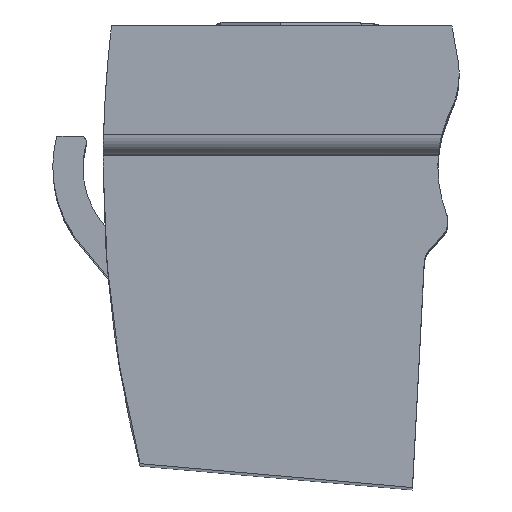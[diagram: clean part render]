
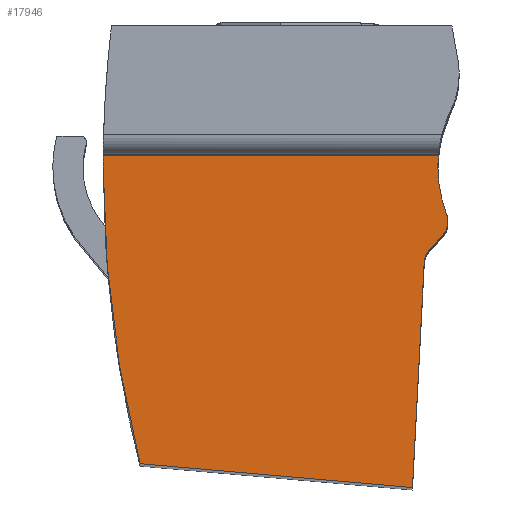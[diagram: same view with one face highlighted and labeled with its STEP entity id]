
A CAD part, top view. The second image highlights one B-rep face of the part: STEP entity #17946.
In plain terms, the highlighted planar face has unit normal (0, 0, 1).
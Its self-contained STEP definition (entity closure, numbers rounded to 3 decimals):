
#780 = DIRECTION ( 'NONE',  ( -0.996, 0.087, 0. ) ) ;
#918 = VECTOR ( 'NONE', #780, 1000. ) ;
#927 = CARTESIAN_POINT ( 'NONE',  ( -25.608, -15.892, 75. ) ) ;
#930 = CARTESIAN_POINT ( 'NONE',  ( -23.105, 0.572, 75. ) ) ;
#1074 = CIRCLE ( 'NONE', #16452, 60. ) ;
#1156 = VERTEX_POINT ( 'NONE', #930 ) ;
#1321 = CARTESIAN_POINT ( 'NONE',  ( -7.763, -15.892, 75. ) ) ;
#1349 = DIRECTION ( 'NONE',  ( -1., 0., 0. ) ) ;
#1466 = AXIS2_PLACEMENT_3D ( 'NONE', #15154, #24466, #10168 ) ;
#1470 = DIRECTION ( 'NONE',  ( -0.052, -0.999, 0. ) ) ;
#1972 = CIRCLE ( 'NONE', #1466, 6.5 ) ;
#2276 = DIRECTION ( 'NONE',  ( -1., 0., 0. ) ) ;
#2530 = ORIENTED_EDGE ( 'NONE', *, *, #23589, .F. ) ;
#2860 = LINE ( 'NONE', #5032, #9050 ) ;
#2919 = VERTEX_POINT ( 'NONE', #19960 ) ;
#3195 = AXIS2_PLACEMENT_3D ( 'NONE', #927, #12897, #10416 ) ;
#3214 = LINE ( 'NONE', #1321, #17950 ) ;
#3573 = FACE_OUTER_BOUND ( 'NONE', #11589, .T. ) ;
#5032 = CARTESIAN_POINT ( 'NONE',  ( -23.075, 0.572, 75. ) ) ;
#5601 = PLANE ( 'NONE',  #3195 ) ;
#5631 = DIRECTION ( 'NONE',  ( 0., 0., -1. ) ) ;
#5944 = CARTESIAN_POINT ( 'NONE',  ( -7.763, -15.892, 75. ) ) ;
#6004 = DIRECTION ( 'NONE',  ( 0., 0., -1. ) ) ;
#6674 = EDGE_CURVE ( 'NONE', #30201, #24851, #24564, .T. ) ;
#7543 = ORIENTED_EDGE ( 'NONE', *, *, #29375, .F. ) ;
#7663 = CARTESIAN_POINT ( 'NONE',  ( 36.892, 0., 75. ) ) ;
#8043 = AXIS2_PLACEMENT_3D ( 'NONE', #12873, #29518, #1349 ) ;
#8125 = DIRECTION ( 'NONE',  ( -1., 0., 0. ) ) ;
#8238 = CARTESIAN_POINT ( 'NONE',  ( -6.912, -4.071, 75. ) ) ;
#8338 = DIRECTION ( 'NONE',  ( -1., 0., 0. ) ) ;
#8377 = AXIS2_PLACEMENT_3D ( 'NONE', #25587, #23579, #2276 ) ;
#8422 = ORIENTED_EDGE ( 'NONE', *, *, #23085, .T. ) ;
#8520 = AXIS2_PLACEMENT_3D ( 'NONE', #26859, #16931, #9624 ) ;
#9031 = VECTOR ( 'NONE', #24571, 1000. ) ;
#9050 = VECTOR ( 'NONE', #28213, 1000. ) ;
#9624 = DIRECTION ( 'NONE',  ( -1., 0., 0. ) ) ;
#9950 = CARTESIAN_POINT ( 'NONE',  ( -17.963, -15., 75. ) ) ;
#10168 = DIRECTION ( 'NONE',  ( -1., 0., 0. ) ) ;
#10416 = DIRECTION ( 'NONE',  ( -1., 0., 0. ) ) ;
#11032 = CARTESIAN_POINT ( 'NONE',  ( -6.266, -3.371, 75. ) ) ;
#11050 = AXIS2_PLACEMENT_3D ( 'NONE', #7663, #5631, #8125 ) ;
#11271 = CARTESIAN_POINT ( 'NONE',  ( -6.5, 0., 75. ) ) ;
#11589 = EDGE_LOOP ( 'NONE', ( #11661, #8422, #28506, #7543, #15907, #20691, #21344, #12973, #2530, #13651 ) ) ;
#11661 = ORIENTED_EDGE ( 'NONE', *, *, #27601, .F. ) ;
#12873 = CARTESIAN_POINT ( 'NONE',  ( -7., -2.693, 75. ) ) ;
#12897 = DIRECTION ( 'NONE',  ( 0., 0., -1. ) ) ;
#12973 = ORIENTED_EDGE ( 'NONE', *, *, #19984, .F. ) ;
#13651 = ORIENTED_EDGE ( 'NONE', *, *, #25446, .F. ) ;
#14135 = CARTESIAN_POINT ( 'NONE',  ( -6.475, 0.572, 75. ) ) ;
#14166 = VERTEX_POINT ( 'NONE', #27950 ) ;
#15102 = LINE ( 'NONE', #19306, #9031 ) ;
#15154 = CARTESIAN_POINT ( 'NONE',  ( 0., 0., 75. ) ) ;
#15907 = ORIENTED_EDGE ( 'NONE', *, *, #6674, .F. ) ;
#16452 = AXIS2_PLACEMENT_3D ( 'NONE', #26830, #6004, #8338 ) ;
#16931 = DIRECTION ( 'NONE',  ( 0., 0., -1. ) ) ;
#17946 = ADVANCED_FACE ( 'NONE', ( #3573 ), #5601, .F. ) ;
#17950 = VECTOR ( 'NONE', #1470, 1000. ) ;
#17975 = CARTESIAN_POINT ( 'NONE',  ( -21.277, -14.71, 75. ) ) ;
#18115 = VERTEX_POINT ( 'NONE', #14135 ) ;
#18435 = VERTEX_POINT ( 'NONE', #26937 ) ;
#19306 = CARTESIAN_POINT ( 'NONE',  ( -7.158, -4.337, 75. ) ) ;
#19955 = CIRCLE ( 'NONE', #8043, 1. ) ;
#19960 = CARTESIAN_POINT ( 'NONE',  ( -6.067, -2.334, 75. ) ) ;
#19984 = EDGE_CURVE ( 'NONE', #27136, #30475, #15102, .T. ) ;
#20691 = ORIENTED_EDGE ( 'NONE', *, *, #23865, .F. ) ;
#21344 = ORIENTED_EDGE ( 'NONE', *, *, #23470, .T. ) ;
#23085 = EDGE_CURVE ( 'NONE', #18115, #1156, #2860, .T. ) ;
#23470 = EDGE_CURVE ( 'NONE', #18435, #30475, #23933, .T. ) ;
#23579 = DIRECTION ( 'NONE',  ( 0., 0., 1. ) ) ;
#23589 = EDGE_CURVE ( 'NONE', #2919, #27136, #19955, .T. ) ;
#23860 = EDGE_CURVE ( 'NONE', #14166, #1156, #1074, .T. ) ;
#23865 = EDGE_CURVE ( 'NONE', #18435, #30201, #3214, .T. ) ;
#23933 = CIRCLE ( 'NONE', #8520, 1. ) ;
#24466 = DIRECTION ( 'NONE',  ( 0., 0., 1. ) ) ;
#24564 = LINE ( 'NONE', #9950, #918 ) ;
#24571 = DIRECTION ( 'NONE',  ( -0.679, -0.734, 0. ) ) ;
#24851 = VERTEX_POINT ( 'NONE', #17975 ) ;
#25446 = EDGE_CURVE ( 'NONE', #28935, #2919, #30196, .T. ) ;
#25587 = CARTESIAN_POINT ( 'NONE',  ( 0., 0., 75. ) ) ;
#26830 = CARTESIAN_POINT ( 'NONE',  ( 36.892, 0., 75. ) ) ;
#26859 = CARTESIAN_POINT ( 'NONE',  ( -6.178, -4.75, 75. ) ) ;
#26937 = CARTESIAN_POINT ( 'NONE',  ( -7.177, -4.698, 75. ) ) ;
#27136 = VERTEX_POINT ( 'NONE', #11032 ) ;
#27601 = EDGE_CURVE ( 'NONE', #18115, #28935, #1972, .T. ) ;
#27950 = CARTESIAN_POINT ( 'NONE',  ( -23.108, 0., 75. ) ) ;
#28213 = DIRECTION ( 'NONE',  ( -1., 0., 0. ) ) ;
#28506 = ORIENTED_EDGE ( 'NONE', *, *, #23860, .F. ) ;
#28935 = VERTEX_POINT ( 'NONE', #11271 ) ;
#29375 = EDGE_CURVE ( 'NONE', #24851, #14166, #29920, .T. ) ;
#29518 = DIRECTION ( 'NONE',  ( 0., 0., -1. ) ) ;
#29920 = CIRCLE ( 'NONE', #11050, 60. ) ;
#30196 = CIRCLE ( 'NONE', #8377, 6.5 ) ;
#30201 = VERTEX_POINT ( 'NONE', #5944 ) ;
#30475 = VERTEX_POINT ( 'NONE', #8238 ) ;
